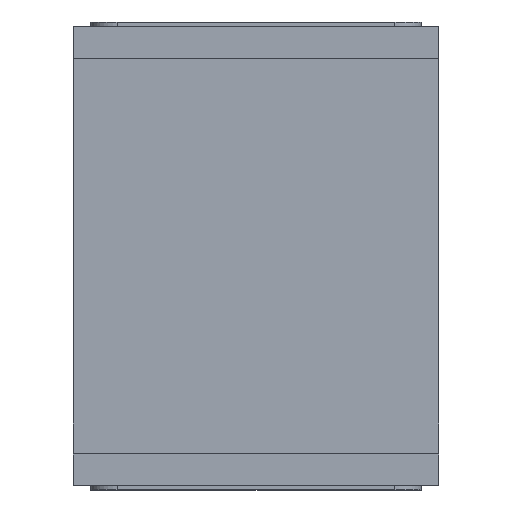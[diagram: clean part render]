
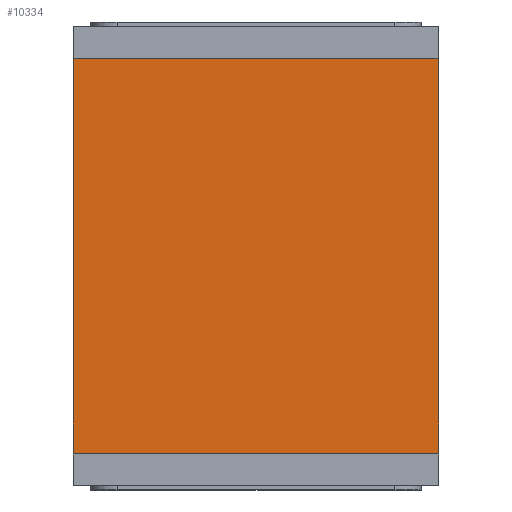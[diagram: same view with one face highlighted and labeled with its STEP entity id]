
A CAD part, top view. The second image highlights one B-rep face of the part: STEP entity #10334.
In plain terms, the highlighted planar face has unit normal (0, 0, 1).
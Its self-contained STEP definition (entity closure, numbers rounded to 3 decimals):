
#10334 = ADVANCED_FACE('',(#10335),#10349,.T.);
#10335 = FACE_BOUND('',#10336,.T.);
#10336 = EDGE_LOOP('',(#10337,#10372,#10400,#10428));
#10337 = ORIENTED_EDGE('',*,*,#10338,.T.);
#10338 = EDGE_CURVE('',#10339,#10341,#10343,.T.);
#10339 = VERTEX_POINT('',#10340);
#10340 = CARTESIAN_POINT('',(-1.25,-1.35,1.55));
#10341 = VERTEX_POINT('',#10342);
#10342 = CARTESIAN_POINT('',(1.25,-1.35,1.55));
#10343 = SURFACE_CURVE('',#10344,(#10348,#10360),.PCURVE_S1.);
#10344 = LINE('',#10345,#10346);
#10345 = CARTESIAN_POINT('',(-1.25,-1.35,1.55));
#10346 = VECTOR('',#10347,1.);
#10347 = DIRECTION('',(1.,0.,0.));
#10348 = PCURVE('',#10349,#10354);
#10349 = PLANE('',#10350);
#10350 = AXIS2_PLACEMENT_3D('',#10351,#10352,#10353);
#10351 = CARTESIAN_POINT('',(-1.25,1.35,1.55));
#10352 = DIRECTION('',(0.,0.,1.));
#10353 = DIRECTION('',(0.,-1.,0.));
#10354 = DEFINITIONAL_REPRESENTATION('',(#10355),#10359);
#10355 = LINE('',#10356,#10357);
#10356 = CARTESIAN_POINT('',(2.7,0.));
#10357 = VECTOR('',#10358,1.);
#10358 = DIRECTION('',(0.,1.));
#10359 = ( GEOMETRIC_REPRESENTATION_CONTEXT(2) 
PARAMETRIC_REPRESENTATION_CONTEXT() REPRESENTATION_CONTEXT('2D SPACE',''
  ) );
#10360 = PCURVE('',#10361,#10366);
#10361 = PLANE('',#10362);
#10362 = AXIS2_PLACEMENT_3D('',#10363,#10364,#10365);
#10363 = CARTESIAN_POINT('',(-1.25,-1.35,1.23));
#10364 = DIRECTION('',(0.,-1.,0.));
#10365 = DIRECTION('',(0.,0.,-1.));
#10366 = DEFINITIONAL_REPRESENTATION('',(#10367),#10371);
#10367 = LINE('',#10368,#10369);
#10368 = CARTESIAN_POINT('',(-0.32,0.));
#10369 = VECTOR('',#10370,1.);
#10370 = DIRECTION('',(0.,1.));
#10371 = ( GEOMETRIC_REPRESENTATION_CONTEXT(2) 
PARAMETRIC_REPRESENTATION_CONTEXT() REPRESENTATION_CONTEXT('2D SPACE',''
  ) );
#10372 = ORIENTED_EDGE('',*,*,#10373,.T.);
#10373 = EDGE_CURVE('',#10341,#10374,#10376,.T.);
#10374 = VERTEX_POINT('',#10375);
#10375 = CARTESIAN_POINT('',(1.25,1.35,1.55));
#10376 = SURFACE_CURVE('',#10377,(#10381,#10388),.PCURVE_S1.);
#10377 = LINE('',#10378,#10379);
#10378 = CARTESIAN_POINT('',(1.25,1.35,1.55));
#10379 = VECTOR('',#10380,1.);
#10380 = DIRECTION('',(0.,1.,0.));
#10381 = PCURVE('',#10349,#10382);
#10382 = DEFINITIONAL_REPRESENTATION('',(#10383),#10387);
#10383 = LINE('',#10384,#10385);
#10384 = CARTESIAN_POINT('',(0.,2.5));
#10385 = VECTOR('',#10386,1.);
#10386 = DIRECTION('',(-1.,0.));
#10387 = ( GEOMETRIC_REPRESENTATION_CONTEXT(2) 
PARAMETRIC_REPRESENTATION_CONTEXT() REPRESENTATION_CONTEXT('2D SPACE',''
  ) );
#10388 = PCURVE('',#10389,#10394);
#10389 = PLANE('',#10390);
#10390 = AXIS2_PLACEMENT_3D('',#10391,#10392,#10393);
#10391 = CARTESIAN_POINT('',(1.25,-1.35,1.23));
#10392 = DIRECTION('',(1.,0.,0.));
#10393 = DIRECTION('',(0.,0.,1.));
#10394 = DEFINITIONAL_REPRESENTATION('',(#10395),#10399);
#10395 = LINE('',#10396,#10397);
#10396 = CARTESIAN_POINT('',(0.32,-2.7));
#10397 = VECTOR('',#10398,1.);
#10398 = DIRECTION('',(0.,-1.));
#10399 = ( GEOMETRIC_REPRESENTATION_CONTEXT(2) 
PARAMETRIC_REPRESENTATION_CONTEXT() REPRESENTATION_CONTEXT('2D SPACE',''
  ) );
#10400 = ORIENTED_EDGE('',*,*,#10401,.T.);
#10401 = EDGE_CURVE('',#10374,#10402,#10404,.T.);
#10402 = VERTEX_POINT('',#10403);
#10403 = CARTESIAN_POINT('',(-1.25,1.35,1.55));
#10404 = SURFACE_CURVE('',#10405,(#10409,#10416),.PCURVE_S1.);
#10405 = LINE('',#10406,#10407);
#10406 = CARTESIAN_POINT('',(-1.25,1.35,1.55));
#10407 = VECTOR('',#10408,1.);
#10408 = DIRECTION('',(-1.,0.,0.));
#10409 = PCURVE('',#10349,#10410);
#10410 = DEFINITIONAL_REPRESENTATION('',(#10411),#10415);
#10411 = LINE('',#10412,#10413);
#10412 = CARTESIAN_POINT('',(0.,0.));
#10413 = VECTOR('',#10414,1.);
#10414 = DIRECTION('',(0.,-1.));
#10415 = ( GEOMETRIC_REPRESENTATION_CONTEXT(2) 
PARAMETRIC_REPRESENTATION_CONTEXT() REPRESENTATION_CONTEXT('2D SPACE',''
  ) );
#10416 = PCURVE('',#10417,#10422);
#10417 = PLANE('',#10418);
#10418 = AXIS2_PLACEMENT_3D('',#10419,#10420,#10421);
#10419 = CARTESIAN_POINT('',(1.25,1.35,1.23));
#10420 = DIRECTION('',(0.,1.,0.));
#10421 = DIRECTION('',(0.,0.,1.));
#10422 = DEFINITIONAL_REPRESENTATION('',(#10423),#10427);
#10423 = LINE('',#10424,#10425);
#10424 = CARTESIAN_POINT('',(0.32,-2.5));
#10425 = VECTOR('',#10426,1.);
#10426 = DIRECTION('',(0.,-1.));
#10427 = ( GEOMETRIC_REPRESENTATION_CONTEXT(2) 
PARAMETRIC_REPRESENTATION_CONTEXT() REPRESENTATION_CONTEXT('2D SPACE',''
  ) );
#10428 = ORIENTED_EDGE('',*,*,#10429,.T.);
#10429 = EDGE_CURVE('',#10402,#10339,#10430,.T.);
#10430 = SURFACE_CURVE('',#10431,(#10435,#10442),.PCURVE_S1.);
#10431 = LINE('',#10432,#10433);
#10432 = CARTESIAN_POINT('',(-1.25,1.35,1.55));
#10433 = VECTOR('',#10434,1.);
#10434 = DIRECTION('',(0.,-1.,0.));
#10435 = PCURVE('',#10349,#10436);
#10436 = DEFINITIONAL_REPRESENTATION('',(#10437),#10441);
#10437 = LINE('',#10438,#10439);
#10438 = CARTESIAN_POINT('',(0.,0.));
#10439 = VECTOR('',#10440,1.);
#10440 = DIRECTION('',(1.,0.));
#10441 = ( GEOMETRIC_REPRESENTATION_CONTEXT(2) 
PARAMETRIC_REPRESENTATION_CONTEXT() REPRESENTATION_CONTEXT('2D SPACE',''
  ) );
#10442 = PCURVE('',#10443,#10448);
#10443 = PLANE('',#10444);
#10444 = AXIS2_PLACEMENT_3D('',#10445,#10446,#10447);
#10445 = CARTESIAN_POINT('',(-1.25,1.35,1.23));
#10446 = DIRECTION('',(-1.,0.,0.));
#10447 = DIRECTION('',(0.,-0.,-1.));
#10448 = DEFINITIONAL_REPRESENTATION('',(#10449),#10453);
#10449 = LINE('',#10450,#10451);
#10450 = CARTESIAN_POINT('',(-0.32,0.));
#10451 = VECTOR('',#10452,1.);
#10452 = DIRECTION('',(0.,1.));
#10453 = ( GEOMETRIC_REPRESENTATION_CONTEXT(2) 
PARAMETRIC_REPRESENTATION_CONTEXT() REPRESENTATION_CONTEXT('2D SPACE',''
  ) );
